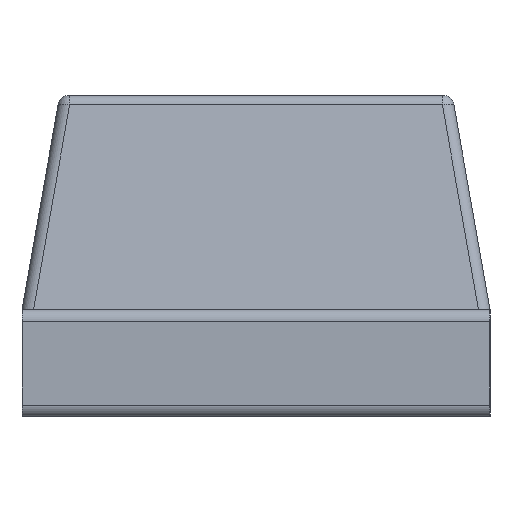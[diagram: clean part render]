
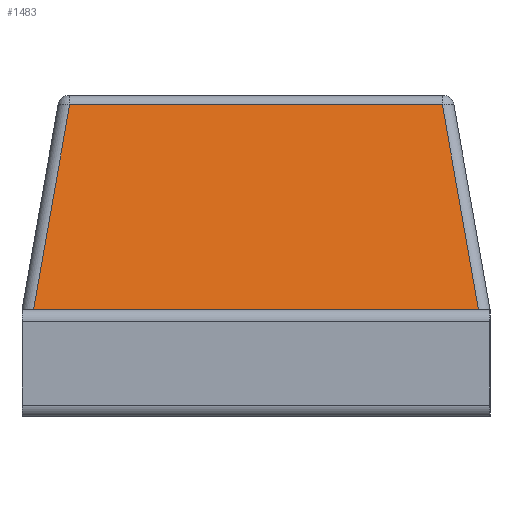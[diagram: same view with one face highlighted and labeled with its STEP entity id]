
A CAD part, left-side view. The second image highlights one B-rep face of the part: STEP entity #1483.
In plain terms, the highlighted face is planar.
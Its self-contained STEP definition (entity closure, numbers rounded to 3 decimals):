
#206=FACE_OUTER_BOUND('',#296,.T.);
#296=EDGE_LOOP('',(#1236,#1237,#1238,#1239));
#411=LINE('',#2379,#559);
#417=LINE('',#2408,#565);
#427=LINE('',#2440,#575);
#428=LINE('',#2441,#576);
#559=VECTOR('',#1921,0.637);
#565=VECTOR('',#1959,0.361);
#575=VECTOR('',#1989,0.761);
#576=VECTOR('',#1990,0.361);
#698=VERTEX_POINT('',#2373);
#700=VERTEX_POINT('',#2377);
#707=VERTEX_POINT('',#2406);
#719=VERTEX_POINT('',#2439);
#871=EDGE_CURVE('',#700,#698,#411,.T.);
#886=EDGE_CURVE('',#707,#700,#417,.T.);
#901=EDGE_CURVE('',#707,#719,#427,.T.);
#902=EDGE_CURVE('',#698,#719,#428,.T.);
#1236=ORIENTED_EDGE('',*,*,#871,.F.);
#1237=ORIENTED_EDGE('',*,*,#886,.F.);
#1238=ORIENTED_EDGE('',*,*,#901,.T.);
#1239=ORIENTED_EDGE('',*,*,#902,.F.);
#1407=PLANE('',#1623);
#1483=ADVANCED_FACE('',(#206),#1407,.T.);
#1623=AXIS2_PLACEMENT_3D('',#2438,#1987,#1988);
#1921=DIRECTION('',(0.,1.,0.));
#1959=DIRECTION('',(-0.171,0.171,0.97));
#1987=DIRECTION('center_axis',(0.985,0.,0.174));
#1988=DIRECTION('ref_axis',(0.174,0.,-0.985));
#1989=DIRECTION('',(0.,1.,0.));
#1990=DIRECTION('',(0.171,0.171,-0.97));
#2373=CARTESIAN_POINT('',(0.488,0.319,0.533));
#2377=CARTESIAN_POINT('',(0.488,-0.319,0.533));
#2379=CARTESIAN_POINT('',(0.488,-0.1,0.533));
#2406=CARTESIAN_POINT('',(0.55,-0.38,0.183));
#2408=CARTESIAN_POINT('',(0.502,-0.333,0.453));
#2438=CARTESIAN_POINT('Origin',(0.518,-0.2,0.367));
#2439=CARTESIAN_POINT('',(0.55,0.38,0.183));
#2440=CARTESIAN_POINT('',(0.55,0.437,0.183));
#2441=CARTESIAN_POINT('',(0.508,0.339,0.42));
